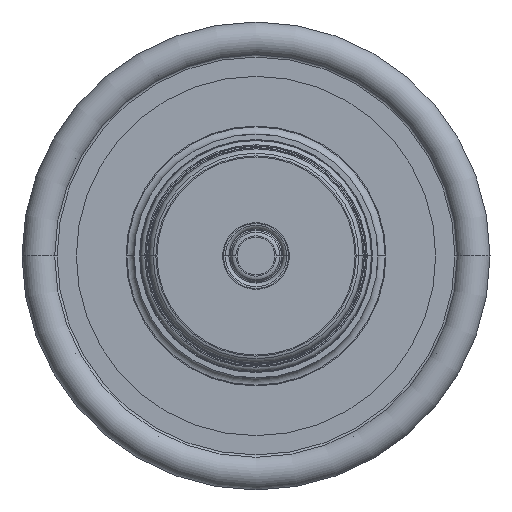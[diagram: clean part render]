
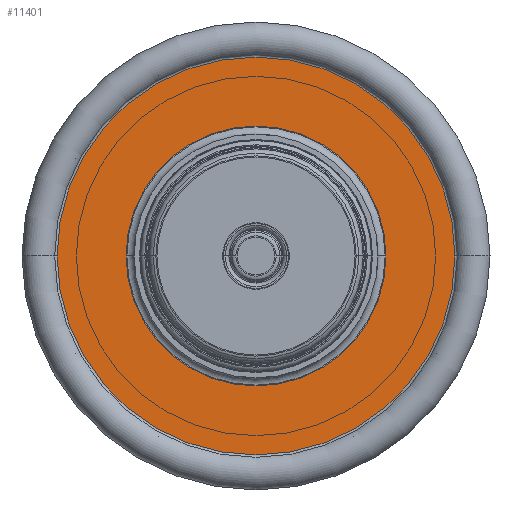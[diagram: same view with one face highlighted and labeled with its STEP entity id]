
A CAD part, front view. The second image highlights one B-rep face of the part: STEP entity #11401.
In plain terms, the highlighted face is planar.
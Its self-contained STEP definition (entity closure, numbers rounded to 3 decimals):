
#8630=CARTESIAN_POINT('',(0.,15.2,0.));
#8631=DIRECTION('',(0.,-1.,0.));
#8632=DIRECTION('',(1.,0.,0.));
#8633=AXIS2_PLACEMENT_3D('',#8630,#8631,#8632);
#8638=CARTESIAN_POINT('',(0.,15.2,0.));
#8639=DIRECTION('',(0.,-1.,0.));
#8640=DIRECTION('',(-1.,0.,0.));
#8641=AXIS2_PLACEMENT_3D('',#8638,#8639,#8640);
#8646=CARTESIAN_POINT('',(0.,15.2,0.));
#8647=DIRECTION('',(0.,1.,0.));
#8648=DIRECTION('',(-1.,0.,0.));
#8649=AXIS2_PLACEMENT_3D('',#8646,#8647,#8648);
#8654=CARTESIAN_POINT('',(0.,15.2,0.));
#8655=DIRECTION('',(0.,1.,0.));
#8656=DIRECTION('',(1.,0.,0.));
#8657=AXIS2_PLACEMENT_3D('',#8654,#8655,#8656);
#9701=CARTESIAN_POINT('',(24.05,15.2,0.));
#9702=CARTESIAN_POINT('',(-24.05,15.2,0.));
#9703=VERTEX_POINT('',#9701);
#9704=VERTEX_POINT('',#9702);
#9705=CARTESIAN_POINT('',(36.814,15.2,0.));
#9706=CARTESIAN_POINT('',(-36.814,15.2,0.));
#9707=VERTEX_POINT('',#9705);
#9708=VERTEX_POINT('',#9706);
#11385=CARTESIAN_POINT('',(0.,15.2,0.));
#11386=DIRECTION('',(0.,1.,0.));
#11387=DIRECTION('',(1.,0.,0.));
#11388=AXIS2_PLACEMENT_3D('',#11385,#11386,#11387);
#11389=PLANE('',#11388);
#11391=ORIENTED_EDGE('',*,*,#11390,.T.);
#11393=ORIENTED_EDGE('',*,*,#11392,.T.);
#11394=EDGE_LOOP('',(#11391,#11393));
#11395=FACE_OUTER_BOUND('',#11394,.F.);
#11397=ORIENTED_EDGE('',*,*,#11396,.T.);
#11398=ORIENTED_EDGE('',*,*,#11375,.T.);
#11399=EDGE_LOOP('',(#11397,#11398));
#11400=FACE_BOUND('',#11399,.F.);
#8634=CIRCLE('',#8633,36.814);
#8642=CIRCLE('',#8641,36.814);
#8650=CIRCLE('',#8649,24.05);
#8658=CIRCLE('',#8657,24.05);
#11375=EDGE_CURVE('',#9703,#9704,#8658,.T.);
#11390=EDGE_CURVE('',#9707,#9708,#8634,.T.);
#11392=EDGE_CURVE('',#9708,#9707,#8642,.T.);
#11396=EDGE_CURVE('',#9704,#9703,#8650,.T.);
#11401=ADVANCED_FACE('',(#11395,#11400),#11389,.T.);
